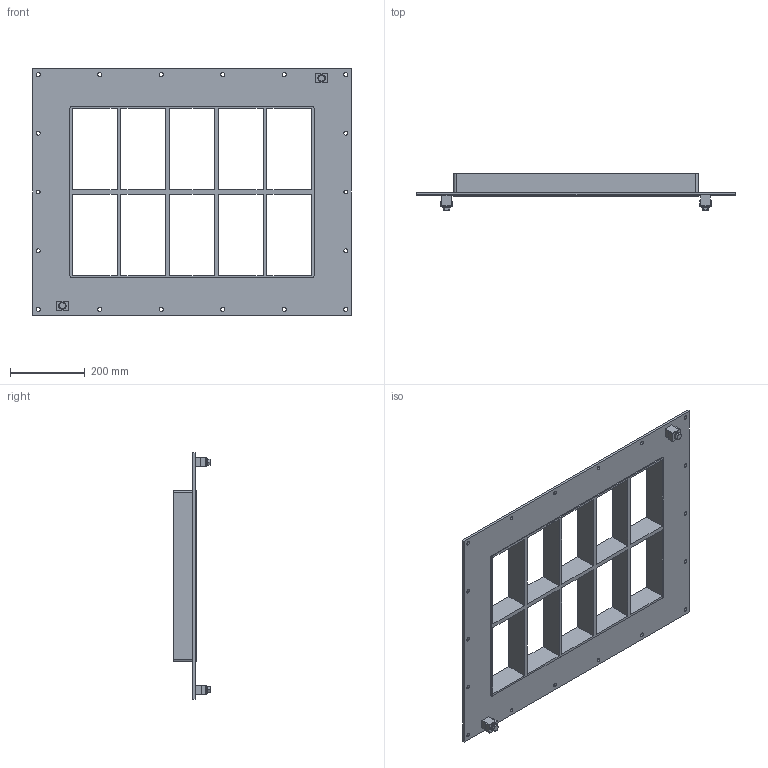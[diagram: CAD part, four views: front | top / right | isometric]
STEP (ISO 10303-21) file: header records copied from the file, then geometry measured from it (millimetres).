
FILE_DESCRIPTION((''),'2;1');
FILE_NAME('GHBG FL1006+6X5FL100.stp','2015-02-23T07:48:30',('se-emikul'),(''),'Autodesk Inventor 2013','Autodesk Inventor 2013','');
FILE_SCHEMA(('AUTOMOTIVE_DESIGN { 1 0 10303 214 1 1 1 1 }'));
Length unit declared in the file: millimetre
Products named in the file (1): GHBG FL1006+6X5FL100
Bounding box: 854.5 x 97.91 x 660 mm (x, y, z)
Volume: 3917342.7 mm3; surface area: 1167114 mm2
Topology: 9 solids, 9 shells, 160 faces, 427 edges, 291 vertices
Faces by surface type: plane 112, cylinder 38, cone 10
Full cylindrical faces by diameter (mm): 8.376 x2, 10 x2, 10.5 x18, 11 x4, 14.75 x2, 20 x2
Entity records: 4744 total; most frequent: CARTESIAN_POINT 831, DIRECTION 756, ORIENTED_EDGE 736, EDGE_CURVE 368, VERTEX_POINT 266, VECTOR 266, LINE 266, EDGE_LOOP 264
